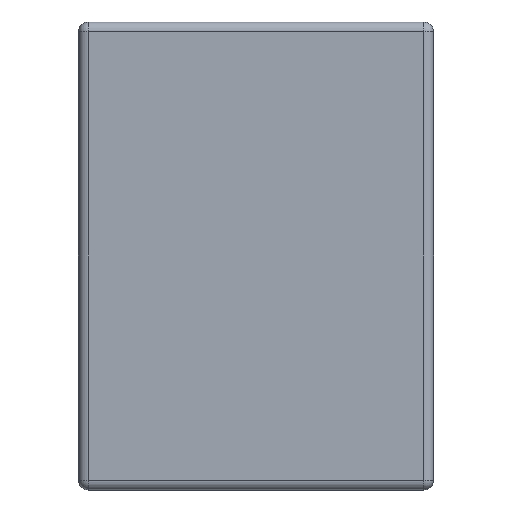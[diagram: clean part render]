
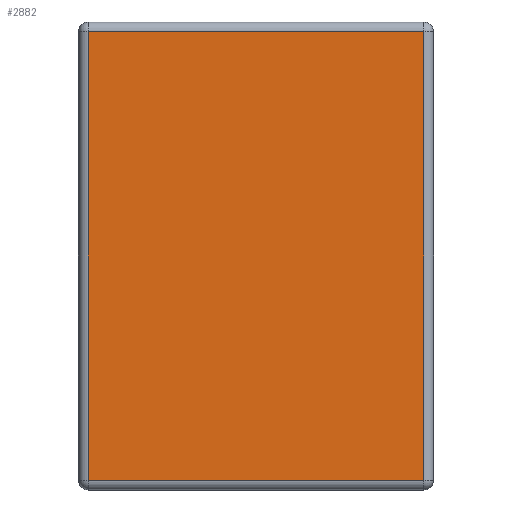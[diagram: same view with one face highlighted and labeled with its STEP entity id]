
A CAD part, left-side view. The second image highlights one B-rep face of the part: STEP entity #2882.
In plain terms, the highlighted planar face has unit normal (-1, 0, 0).
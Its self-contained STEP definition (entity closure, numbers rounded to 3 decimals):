
#68 = LINE ( 'NONE', #2566, #655 ) ;
#146 = ORIENTED_EDGE ( 'NONE', *, *, #2200, .T. ) ;
#348 = EDGE_CURVE ( 'NONE', #4098, #3931, #4271, .T. ) ;
#468 = CARTESIAN_POINT ( 'NONE',  ( 0., 0.03, 0. ) ) ;
#655 = VECTOR ( 'NONE', #2212, 1000. ) ;
#831 = EDGE_CURVE ( 'NONE', #2586, #4098, #2938, .T. ) ;
#879 = FACE_OUTER_BOUND ( 'NONE', #3305, .T. ) ;
#896 = CARTESIAN_POINT ( 'NONE',  ( 0., 0.03, -0.03 ) ) ;
#1344 = ORIENTED_EDGE ( 'NONE', *, *, #831, .T. ) ;
#1603 = DIRECTION ( 'NONE',  ( 0., 0., 1. ) ) ;
#1800 = ORIENTED_EDGE ( 'NONE', *, *, #3725, .T. ) ;
#2075 = ORIENTED_EDGE ( 'NONE', *, *, #348, .T. ) ;
#2200 = EDGE_CURVE ( 'NONE', #2302, #2586, #3741, .T. ) ;
#2212 = DIRECTION ( 'NONE',  ( 0., 0., -1. ) ) ;
#2289 = CARTESIAN_POINT ( 'NONE',  ( 0., 1.07, -1.42 ) ) ;
#2302 = VERTEX_POINT ( 'NONE', #2289 ) ;
#2303 = DIRECTION ( 'NONE',  ( -1., 0., 0. ) ) ;
#2366 = DIRECTION ( 'NONE',  ( 0., -1., 0. ) ) ;
#2482 = CARTESIAN_POINT ( 'NONE',  ( 0., 0.03, -1.42 ) ) ;
#2517 = CARTESIAN_POINT ( 'NONE',  ( 0., 1.1, -0.03 ) ) ;
#2566 = CARTESIAN_POINT ( 'NONE',  ( 0., 1.07, -1.45 ) ) ;
#2586 = VERTEX_POINT ( 'NONE', #2482 ) ;
#2882 = ADVANCED_FACE ( 'NONE', ( #879 ), #3383, .T. ) ;
#2938 = LINE ( 'NONE', #468, #3180 ) ;
#3173 = CARTESIAN_POINT ( 'NONE',  ( 0., 1.07, -0.03 ) ) ;
#3180 = VECTOR ( 'NONE', #3304, 1000. ) ;
#3304 = DIRECTION ( 'NONE',  ( 0., 0., 1. ) ) ;
#3305 = EDGE_LOOP ( 'NONE', ( #146, #1344, #2075, #1800 ) ) ;
#3383 = PLANE ( 'NONE',  #4343 ) ;
#3725 = EDGE_CURVE ( 'NONE', #3931, #2302, #68, .T. ) ;
#3741 = LINE ( 'NONE', #4143, #4520 ) ;
#3931 = VERTEX_POINT ( 'NONE', #3173 ) ;
#4005 = DIRECTION ( 'NONE',  ( 0., 1., 0. ) ) ;
#4031 = CARTESIAN_POINT ( 'NONE',  ( 0., 0., 0. ) ) ;
#4098 = VERTEX_POINT ( 'NONE', #896 ) ;
#4143 = CARTESIAN_POINT ( 'NONE',  ( 0., 0., -1.42 ) ) ;
#4245 = VECTOR ( 'NONE', #4005, 1000. ) ;
#4271 = LINE ( 'NONE', #2517, #4245 ) ;
#4343 = AXIS2_PLACEMENT_3D ( 'NONE', #4031, #2303, #1603 ) ;
#4520 = VECTOR ( 'NONE', #2366, 1000. ) ;
